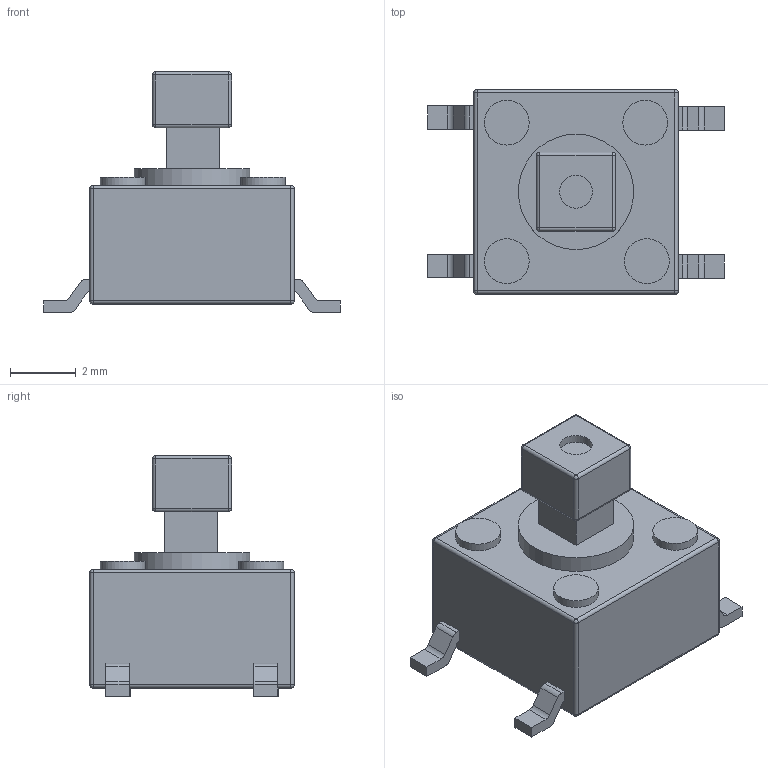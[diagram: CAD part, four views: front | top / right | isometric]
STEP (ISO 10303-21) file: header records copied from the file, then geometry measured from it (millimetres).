
FILE_DESCRIPTION(('FreeCAD Model'),'2;1');
FILE_NAME('switch-1254.1007.step', '2020-08-30T15:43:38',(''),(''),'Open CASCADE STEP processor 7.3', 'FreeCAD','Unknown');
FILE_SCHEMA(('AUTOMOTIVE_DESIGN { 1 0 10303 214 1 1 1 1 }'));
Length unit declared in the file: millimetre
Products named in the file (1): Fusion005
Bounding box: 9 x 6.2 x 7.3 mm (x, y, z)
Volume: 159 mm3; surface area: 218.2 mm2
Topology: 1 solids, 1 shells, 116 faces, 274 edges, 156 vertices
Faces by surface type: plane 54, cylinder 46, sphere 16
Full cylindrical faces by diameter (mm): 1 x1, 1.36 x4, 3.5 x1
Entity records: 3996 total; most frequent: DIRECTION 584, CARTESIAN_POINT 531, ORIENTED_EDGE 516, EDGE_CURVE 258, AXIS2_PLACEMENT_3D 209, LINE 166, VECTOR 166, VERTEX_POINT 156
